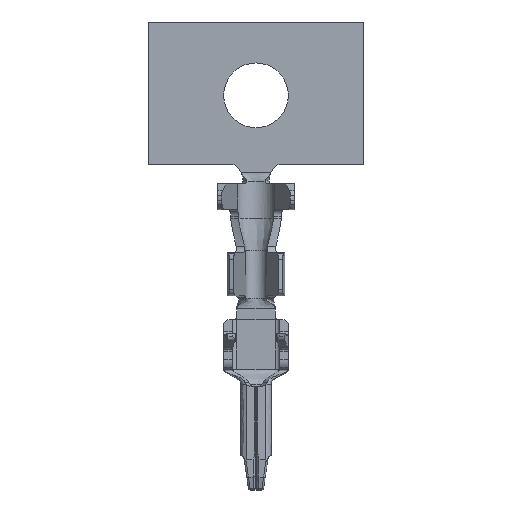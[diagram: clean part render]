
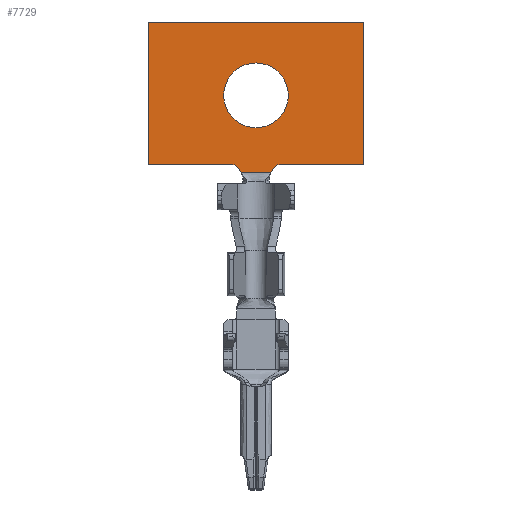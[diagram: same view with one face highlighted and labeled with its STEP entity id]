
A CAD part, top view. The second image highlights one B-rep face of the part: STEP entity #7729.
In plain terms, the highlighted planar face has unit normal (0, 0, 1).
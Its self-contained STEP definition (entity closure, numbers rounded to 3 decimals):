
#7235=CARTESIAN_POINT('',(-0.344,7.35,-0.425));
#7236=VERTEX_POINT('',#7235);
#7307=CARTESIAN_POINT('',(0.344,7.35,-0.425));
#7308=VERTEX_POINT('',#7307);
#7467=CARTESIAN_POINT('',(0.344,7.35,-0.425));
#7468=DIRECTION('',(-1.,0.,0.));
#7469=VECTOR('',#7468,0.689);
#7470=LINE('',#7467,#7469);
#7471=EDGE_CURVE('',#7308,#7236,#7470,.T.);
#7503=CARTESIAN_POINT('',(-0.402,7.45,-0.425));
#7504=VERTEX_POINT('',#7503);
#7505=CARTESIAN_POINT('',(-0.344,7.35,-0.425));
#7506=DIRECTION('',(-0.5,0.866,0.));
#7507=VECTOR('',#7506,0.115);
#7508=LINE('',#7505,#7507);
#7509=EDGE_CURVE('',#7236,#7504,#7508,.T.);
#7528=CARTESIAN_POINT('',(0.402,7.45,-0.425));
#7529=VERTEX_POINT('',#7528);
#7536=CARTESIAN_POINT('',(0.402,7.45,-0.425));
#7537=DIRECTION('',(-0.5,-0.866,0.));
#7538=VECTOR('',#7537,0.115);
#7539=LINE('',#7536,#7538);
#7540=EDGE_CURVE('',#7529,#7308,#7539,.T.);
#7550=CARTESIAN_POINT('',(2.5,7.55,-0.425));
#7551=VERTEX_POINT('',#7550);
#7558=CARTESIAN_POINT('',(0.575,7.55,-0.425));
#7559=VERTEX_POINT('',#7558);
#7560=CARTESIAN_POINT('',(2.5,7.55,-0.425));
#7561=DIRECTION('',(-1.,0.,0.));
#7562=VECTOR('',#7561,1.925);
#7563=LINE('',#7560,#7562);
#7564=EDGE_CURVE('',#7551,#7559,#7563,.T.);
#7581=CARTESIAN_POINT('',(-2.5,7.55,-0.425));
#7582=VERTEX_POINT('',#7581);
#7590=CARTESIAN_POINT('',(-0.575,7.55,-0.425));
#7591=VERTEX_POINT('',#7590);
#7598=CARTESIAN_POINT('',(-0.575,7.55,-0.425));
#7599=DIRECTION('',(-1.,0.,0.));
#7600=VECTOR('',#7599,1.925);
#7601=LINE('',#7598,#7600);
#7602=EDGE_CURVE('',#7591,#7582,#7601,.T.);
#7613=CARTESIAN_POINT('',(-2.5,10.85,-0.425));
#7614=VERTEX_POINT('',#7613);
#7615=CARTESIAN_POINT('',(-2.5,7.55,-0.425));
#7616=DIRECTION('',(0.,1.,0.));
#7617=VECTOR('',#7616,3.3);
#7618=LINE('',#7615,#7617);
#7619=EDGE_CURVE('',#7582,#7614,#7618,.T.);
#7637=CARTESIAN_POINT('',(2.5,10.85,-0.425));
#7638=VERTEX_POINT('',#7637);
#7639=CARTESIAN_POINT('',(-2.5,10.85,-0.425));
#7640=DIRECTION('',(1.,0.,0.));
#7641=VECTOR('',#7640,5.);
#7642=LINE('',#7639,#7641);
#7643=EDGE_CURVE('',#7614,#7638,#7642,.T.);
#7661=CARTESIAN_POINT('',(2.5,10.85,-0.425));
#7662=DIRECTION('',(0.,-1.,0.));
#7663=VECTOR('',#7662,3.3);
#7664=LINE('',#7661,#7663);
#7665=EDGE_CURVE('',#7638,#7551,#7664,.T.);
#7677=CARTESIAN_POINT('',(0.,9.9,-0.425));
#7678=VERTEX_POINT('',#7677);
#7685=CARTESIAN_POINT('',(0.,9.15,-0.425));
#7686=DIRECTION('',(0.,1.,0.));
#7687=DIRECTION('',(0.,0.,1.));
#7688=AXIS2_PLACEMENT_3D('',#7685,#7687,#7686);
#7689=CIRCLE('',#7688,0.75);
#7690=EDGE_CURVE('',#7678,#7678,#7689,.T.);
#7697=CARTESIAN_POINT('',(0.,9.1,-0.425));
#7698=DIRECTION('',(0.,1.,0.));
#7699=DIRECTION('',(0.,0.,1.));
#7700=AXIS2_PLACEMENT_3D('',#7697,#7699,#7698);
#7701=PLANE('',#7700);
#7702=ORIENTED_EDGE('',*,*,#7665,.F.);
#7703=ORIENTED_EDGE('',*,*,#7643,.F.);
#7704=ORIENTED_EDGE('',*,*,#7619,.F.);
#7705=ORIENTED_EDGE('',*,*,#7602,.F.);
#7706=CARTESIAN_POINT('',(-0.575,7.35,-0.425));
#7707=DIRECTION('',(0.,1.,0.));
#7708=DIRECTION('',(0.,0.,-1.));
#7709=AXIS2_PLACEMENT_3D('',#7706,#7708,#7707);
#7710=CIRCLE('',#7709,0.2);
#7711=EDGE_CURVE('',#7591,#7504,#7710,.T.);
#7712=ORIENTED_EDGE('',*,*,#7711,.T.);
#7713=ORIENTED_EDGE('',*,*,#7509,.F.);
#7714=ORIENTED_EDGE('',*,*,#7471,.F.);
#7715=ORIENTED_EDGE('',*,*,#7540,.F.);
#7716=CARTESIAN_POINT('',(0.575,7.35,-0.425));
#7717=DIRECTION('',(-0.866,0.5,0.));
#7718=DIRECTION('',(0.,0.,-1.));
#7719=AXIS2_PLACEMENT_3D('',#7716,#7718,#7717);
#7720=CIRCLE('',#7719,0.2);
#7721=EDGE_CURVE('',#7529,#7559,#7720,.T.);
#7722=ORIENTED_EDGE('',*,*,#7721,.T.);
#7723=ORIENTED_EDGE('',*,*,#7564,.F.);
#7724=EDGE_LOOP('',(#7702,#7703,#7704,#7705,#7712,#7713,#7714,#7715,#7722,#7723));
#7725=FACE_OUTER_BOUND('',#7724,.T.);
#7726=ORIENTED_EDGE('',*,*,#7690,.F.);
#7727=EDGE_LOOP('',(#7726));
#7728=FACE_BOUND('',#7727,.T.);
#7729=ADVANCED_FACE('',(#7725,#7728),#7701,.T.);
